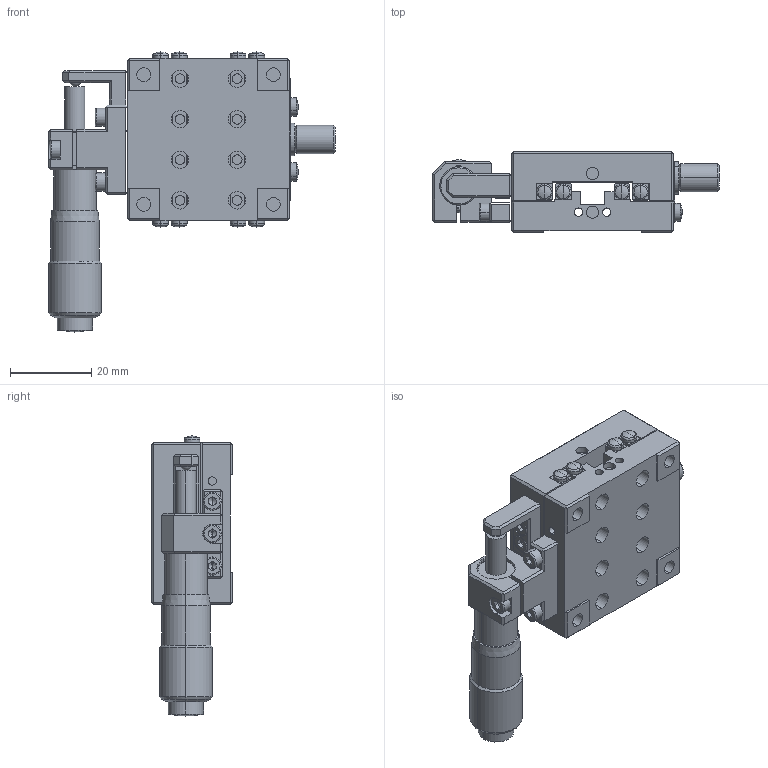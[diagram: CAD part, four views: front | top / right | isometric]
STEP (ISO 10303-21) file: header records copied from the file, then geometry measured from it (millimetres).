
FILE_DESCRIPTION (( 'STEP AP203' ), '1' );
FILE_NAME ('AK13A-4020SR.step', '2019-05-08T06:26:38', ( '' ), ( '' ), 'SwSTEP 2.0', 'SolidWorks 2017', '' );
FILE_SCHEMA (( 'CONFIG_CONTROL_DESIGN' ));
Length unit declared in the file: millimetre
Products named in the file (1): AK13A-4020SR
Bounding box: 70.8 x 20 x 69.1 mm (x, y, z)
Surface area: 17794.8 mm2 (no closed solid volume)
Topology: 0 solids, 31 shells, 666 faces, 2152 edges, 1439 vertices
Faces by surface type: plane 418, cylinder 148, cone 34, bspline 32, torus 26, sphere 8
Entity records: 23715 total; most frequent: CARTESIAN_POINT 4818, DIRECTION 4036, ORIENTED_EDGE 3490, EDGE_CURVE 2111, VERTEX_POINT 1436, LINE 1384, VECTOR 1384, AXIS2_PLACEMENT_3D 1326
